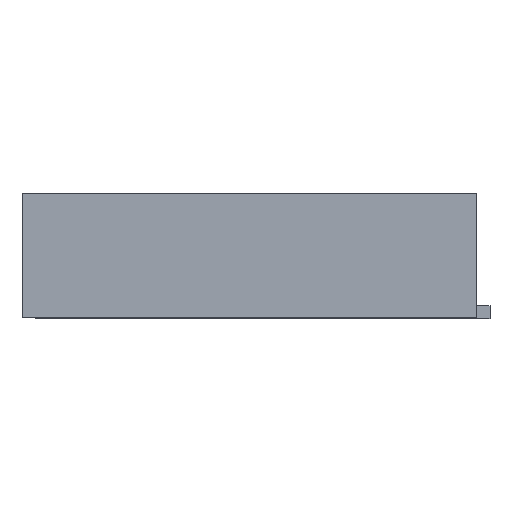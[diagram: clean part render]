
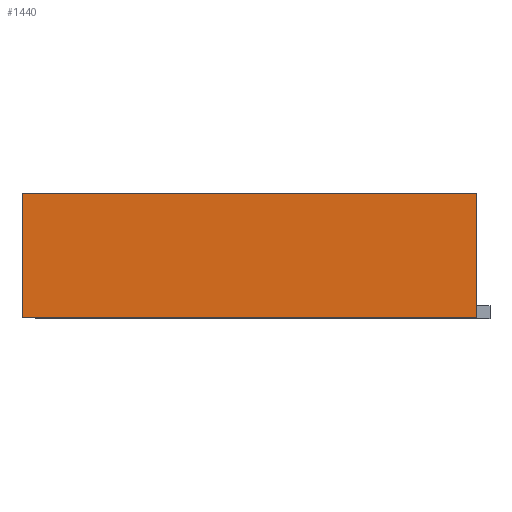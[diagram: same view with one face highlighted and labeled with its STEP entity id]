
A CAD part, top view. The second image highlights one B-rep face of the part: STEP entity #1440.
In plain terms, the highlighted planar face has unit normal (0, 0, 1).
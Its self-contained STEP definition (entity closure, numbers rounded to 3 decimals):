
#156=FACE_OUTER_BOUND('',#248,.T.);
#248=EDGE_LOOP('',(#1167,#1168,#1169,#1170));
#416=LINE('',#2213,#576);
#424=LINE('',#2228,#584);
#425=LINE('',#2230,#585);
#426=LINE('',#2231,#586);
#576=VECTOR('',#1802,10.);
#584=VECTOR('',#1814,10.);
#585=VECTOR('',#1817,10.);
#586=VECTOR('',#1818,10.);
#707=VERTEX_POINT('',#2209);
#709=VERTEX_POINT('',#2212);
#713=VERTEX_POINT('',#2224);
#714=VERTEX_POINT('',#2226);
#872=EDGE_CURVE('',#707,#709,#416,.T.);
#880=EDGE_CURVE('',#713,#714,#424,.T.);
#881=EDGE_CURVE('',#713,#707,#425,.T.);
#882=EDGE_CURVE('',#709,#714,#426,.T.);
#1167=ORIENTED_EDGE('',*,*,#881,.F.);
#1168=ORIENTED_EDGE('',*,*,#880,.T.);
#1169=ORIENTED_EDGE('',*,*,#882,.F.);
#1170=ORIENTED_EDGE('',*,*,#872,.F.);
#1374=PLANE('',#1546);
#1440=ADVANCED_FACE('',(#156),#1374,.T.);
#1546=AXIS2_PLACEMENT_3D('',#2229,#1815,#1816);
#1802=DIRECTION('',(0.,1.,0.));
#1814=DIRECTION('',(0.,1.,0.));
#1815=DIRECTION('center_axis',(0.,0.,1.));
#1816=DIRECTION('ref_axis',(1.,0.,0.));
#1817=DIRECTION('',(-1.,0.,0.));
#1818=DIRECTION('',(1.,0.,0.));
#2209=CARTESIAN_POINT('',(-261.196,0.,-18.));
#2212=CARTESIAN_POINT('',(-261.196,30.,-18.));
#2213=CARTESIAN_POINT('',(-261.196,0.,-18.));
#2224=CARTESIAN_POINT('',(-151.196,0.,-18.));
#2226=CARTESIAN_POINT('',(-151.196,30.,-18.));
#2228=CARTESIAN_POINT('',(-151.196,0.,-18.));
#2229=CARTESIAN_POINT('Origin',(-261.196,0.,-18.));
#2230=CARTESIAN_POINT('',(-151.196,0.,-18.));
#2231=CARTESIAN_POINT('',(-151.196,30.,-18.));
